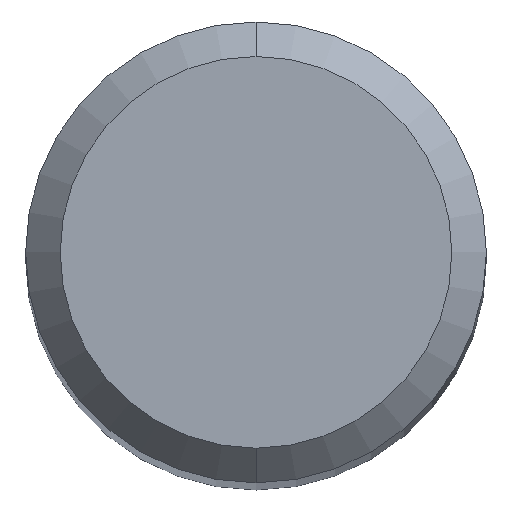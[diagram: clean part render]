
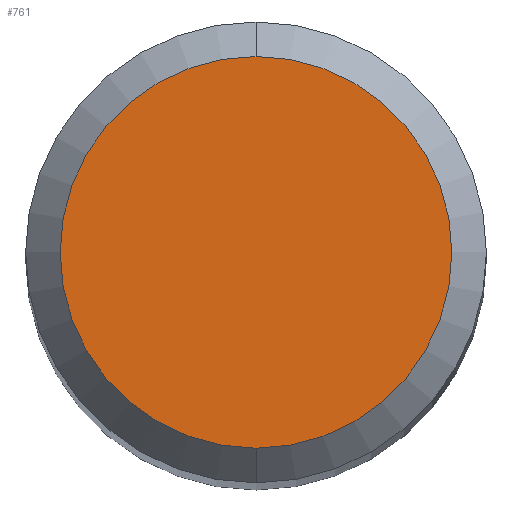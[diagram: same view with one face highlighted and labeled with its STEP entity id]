
A CAD part, top view. The second image highlights one B-rep face of the part: STEP entity #761.
In plain terms, the highlighted planar face has unit normal (0, 0, 1).
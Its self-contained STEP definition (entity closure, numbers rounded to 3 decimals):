
#363=EDGE_CURVE('',#457,#369,#927,.T.);
#369=VERTEX_POINT('',#933);
#457=VERTEX_POINT('',#1031);
#613=EDGE_CURVE('',#369,#457,#1199,.T.);
#761=ADVANCED_FACE('',(#1364),#1365,.T.);
#927=CIRCLE('',#1635,1.7);
#933=CARTESIAN_POINT('',(0.,-1.7,0.0));
#1031=CARTESIAN_POINT('',(0.0,1.7,0.0));
#1199=CIRCLE('',#2202,1.7);
#1364=FACE_OUTER_BOUND('',#2479,.T.);
#1365=PLANE('',#2480);
#1635=AXIS2_PLACEMENT_3D('',#2741,#2742,#2743);
#2202=AXIS2_PLACEMENT_3D('',#3053,#3054,#3055);
#2479=EDGE_LOOP('',(#3306,#3307));
#2480=AXIS2_PLACEMENT_3D('',#3308,#3309,#3310);
#2741=CARTESIAN_POINT('',(0.0,0.0,0.0));
#2742=DIRECTION('',(0.0,0.0,-1.0));
#2743=DIRECTION('',(0.0,1.0,0.0));
#3053=CARTESIAN_POINT('',(0.0,0.0,0.0));
#3054=DIRECTION('',(0.0,0.0,-1.0));
#3055=DIRECTION('',(0.0,1.0,0.0));
#3306=ORIENTED_EDGE('',*,*,#363,.F.);
#3307=ORIENTED_EDGE('',*,*,#613,.F.);
#3308=CARTESIAN_POINT('',(0.0,0.85,0.0));
#3309=DIRECTION('',(-0.0,0.0,1.0));
#3310=DIRECTION('',(0.0,-1.0,0.0));
